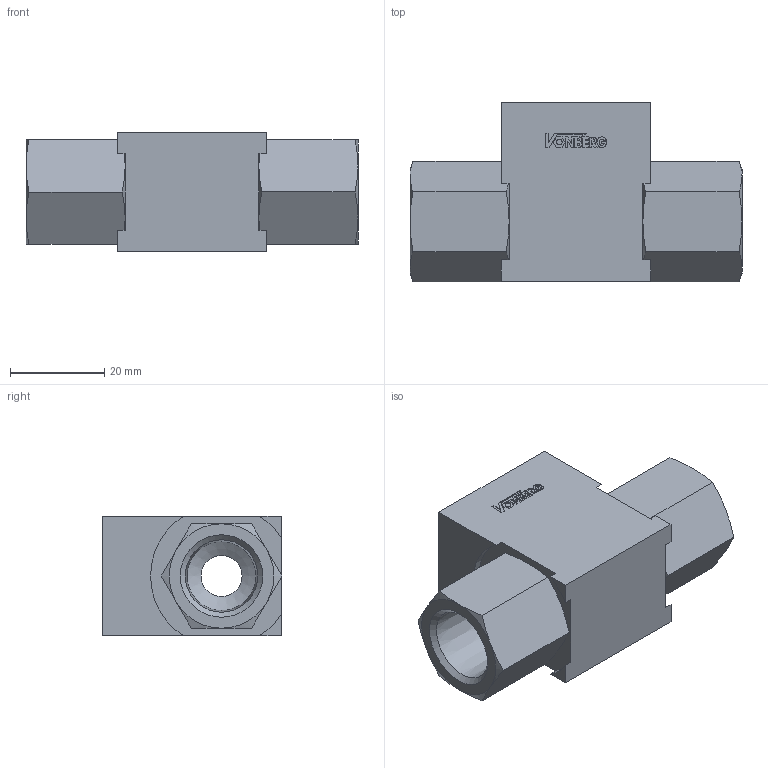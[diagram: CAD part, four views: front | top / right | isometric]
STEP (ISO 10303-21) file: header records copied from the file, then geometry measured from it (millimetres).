
FILE_DESCRIPTION((''),'2;1');
FILE_NAME('65125-3.stp','2015-01-07T14:50:37',('jml'),(''),'Autodesk Inventor 2010','Autodesk Inventor 2010','');
FILE_SCHEMA(('AUTOMOTIVE_DESIGN { 1 0 10303 214 1 1 1 1 }'));
Length unit declared in the file: inch
Products named in the file (4): 65125-3; 200017; 221567; 908 O-RING
Assembly tree (5 placements, depth 2):
  65125-3
    200017
    221567  x2
    908 O-RING  x2
Bounding box: 70.61 x 38.23 x 25.4 mm (x, y, z)
Volume: 34955.9 mm3; surface area: 16954 mm2
Topology: 5 solids, 5 shells, 187 faces, 458 edges, 292 vertices
Faces by surface type: plane 107, cone 44, cylinder 32, torus 4
Full cylindrical faces by diameter (mm): 1.218 x1, 8.738 x2, 14.681 x3, 16.815 x2, 17.323 x2, 19.05 x2
Entity records: 4732 total; most frequent: CARTESIAN_POINT 882, DIRECTION 745, ORIENTED_EDGE 728, EDGE_CURVE 364, AXIS2_PLACEMENT_3D 250, VERTEX_POINT 247, VECTOR 245, LINE 245
